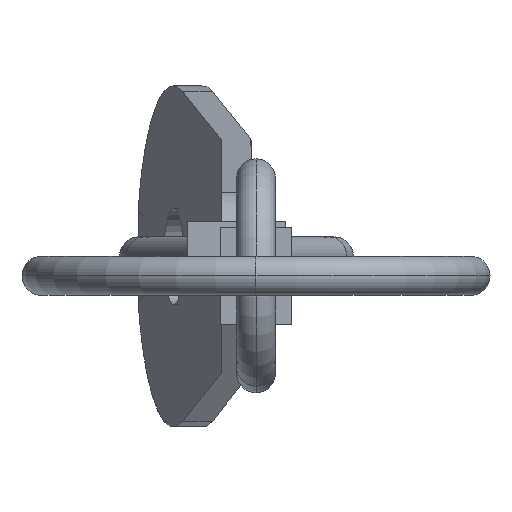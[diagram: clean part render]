
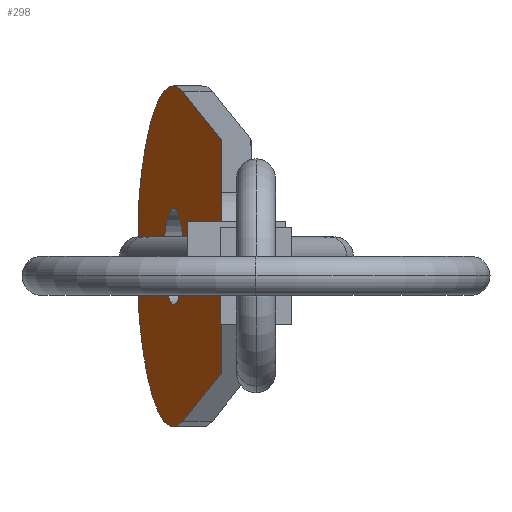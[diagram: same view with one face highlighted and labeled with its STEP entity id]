
A CAD part, left-side view. The second image highlights one B-rep face of the part: STEP entity #298.
In plain terms, the highlighted planar face has unit normal (-0.208, 0.978, 0).
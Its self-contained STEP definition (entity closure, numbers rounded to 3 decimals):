
#298=ADVANCED_FACE('',(#655,#656),#657,.T.);
#306=VERTEX_POINT('',#669);
#312=VERTEX_POINT('',#675);
#314=EDGE_CURVE('',#306,#312,#677,.T.);
#322=VERTEX_POINT('',#685);
#328=VERTEX_POINT('',#691);
#330=EDGE_CURVE('',#328,#322,#693,.T.);
#360=EDGE_CURVE('',#322,#328,#723,.T.);
#380=VERTEX_POINT('',#743);
#384=VERTEX_POINT('',#747);
#386=EDGE_CURVE('',#380,#384,#749,.T.);
#392=EDGE_CURVE('',#384,#306,#755,.T.);
#398=VERTEX_POINT('',#761);
#402=VERTEX_POINT('',#765);
#404=EDGE_CURVE('',#398,#402,#767,.T.);
#422=VERTEX_POINT('',#785);
#424=EDGE_CURVE('',#402,#422,#787,.T.);
#438=EDGE_CURVE('',#380,#422,#801,.T.);
#440=EDGE_CURVE('',#312,#398,#803,.T.);
#655=FACE_OUTER_BOUND('',#1011,.T.);
#656=FACE_BOUND('',#1012,.T.);
#657=PLANE('',#1013);
#669=CARTESIAN_POINT('',(324.585,4.725,-7.457));
#675=CARTESIAN_POINT('',(330.778,6.041,-1.315));
#677=ELLIPSE('',#1036,8.945,8.75);
#685=CARTESIAN_POINT('',(324.616,4.731,1.0));
#691=CARTESIAN_POINT('',(319.823,3.713,1.0));
#693=CIRCLE('',#1057,2.45);
#723=CIRCLE('',#1100,2.45);
#743=CARTESIAN_POINT('',(310.59,1.75,-4.934));
#747=CARTESIAN_POINT('',(320.095,3.77,-7.457));
#749=LINE('',#1136,#1137);
#755=ELLIPSE('',#1147,8.945,8.75);
#761=CARTESIAN_POINT('',(330.778,6.041,3.315));
#765=CARTESIAN_POINT('',(320.095,3.77,9.457));
#767=ELLIPSE('',#1162,8.945,8.75);
#785=CARTESIAN_POINT('',(310.59,1.75,6.934));
#787=LINE('',#1191,#1192);
#801=LINE('',#1216,#1217);
#803=LINE('',#1220,#1221);
#1011=EDGE_LOOP('',(#1798,#1799,#1800,#1801,#1802,#1803,#1804));
#1012=EDGE_LOOP('',(#1805,#1806));
#1013=AXIS2_PLACEMENT_3D('',#1807,#1808,#1809);
#1036=AXIS2_PLACEMENT_3D('',#1836,#1837,#1838);
#1057=AXIS2_PLACEMENT_3D('',#1846,#1847,#1848);
#1100=AXIS2_PLACEMENT_3D('',#1870,#1871,#1872);
#1136=CARTESIAN_POINT('',(305.522,0.673,-3.588));
#1137=VECTOR('',#1880,1.0);
#1147=AXIS2_PLACEMENT_3D('',#1885,#1886,#1887);
#1162=AXIS2_PLACEMENT_3D('',#1894,#1895,#1896);
#1191=CARTESIAN_POINT('',(312.784,2.216,7.516));
#1192=VECTOR('',#1906,1.0);
#1216=CARTESIAN_POINT('',(310.59,1.75,-7.75));
#1217=VECTOR('',#1914,1.0);
#1220=CARTESIAN_POINT('',(330.778,6.041,-7.75));
#1221=VECTOR('',#1915,1.0);
#1798=ORIENTED_EDGE('',*,*,#392,.F.);
#1799=ORIENTED_EDGE('',*,*,#386,.F.);
#1800=ORIENTED_EDGE('',*,*,#438,.T.);
#1801=ORIENTED_EDGE('',*,*,#424,.F.);
#1802=ORIENTED_EDGE('',*,*,#404,.F.);
#1803=ORIENTED_EDGE('',*,*,#440,.F.);
#1804=ORIENTED_EDGE('',*,*,#314,.F.);
#1805=ORIENTED_EDGE('',*,*,#330,.T.);
#1806=ORIENTED_EDGE('',*,*,#360,.T.);
#1807=CARTESIAN_POINT('',(310.59,1.75,-7.75));
#1808=DIRECTION('',(-0.208,0.978,0.0));
#1809=DIRECTION('',(0.0,0.0,1.0));
#1836=CARTESIAN_POINT('',(322.34,4.248,1.0));
#1837=DIRECTION('',(0.208,-0.978,0.));
#1838=DIRECTION('',(-0.978,-0.208,0.));
#1846=CARTESIAN_POINT('',(322.219,4.222,1.0));
#1847=DIRECTION('',(0.208,-0.978,0.0));
#1848=DIRECTION('',(0.978,0.208,0.0));
#1870=CARTESIAN_POINT('',(322.219,4.222,1.0));
#1871=DIRECTION('',(0.208,-0.978,0.0));
#1872=DIRECTION('',(0.978,0.208,0.0));
#1880=DIRECTION('',(0.947,0.201,-0.251));
#1885=CARTESIAN_POINT('',(322.34,4.248,1.0));
#1886=DIRECTION('',(0.208,-0.978,0.));
#1887=DIRECTION('',(-0.978,-0.208,0.));
#1894=CARTESIAN_POINT('',(322.34,4.248,1.0));
#1895=DIRECTION('',(0.208,-0.978,0.));
#1896=DIRECTION('',(-0.978,-0.208,0.));
#1906=DIRECTION('',(-0.947,-0.201,-0.251));
#1914=DIRECTION('',(0.0,0.0,1.0));
#1915=DIRECTION('',(0.0,0.0,1.0));
